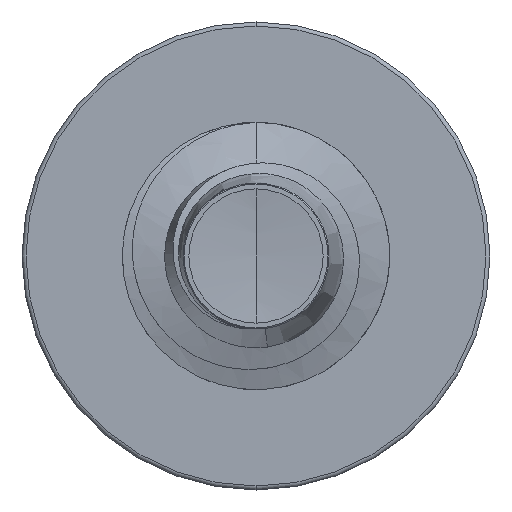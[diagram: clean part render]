
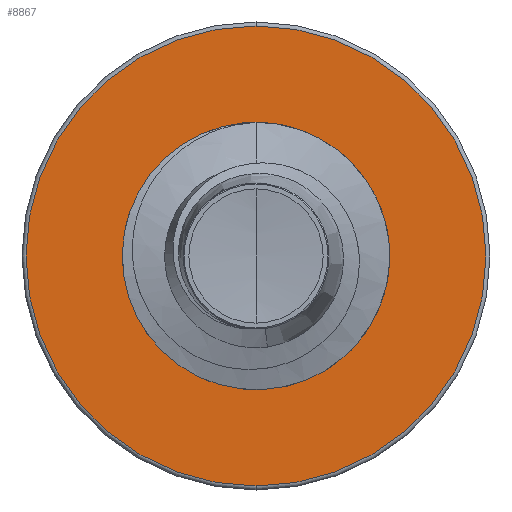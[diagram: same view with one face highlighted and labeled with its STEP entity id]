
A CAD part, front view. The second image highlights one B-rep face of the part: STEP entity #8867.
In plain terms, the highlighted planar face has unit normal (0, -1, 0).
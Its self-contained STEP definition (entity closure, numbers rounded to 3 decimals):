
#1305 = ORIENTED_EDGE ( 'NONE', *, *, #9433, .F. ) ;
#1472 = CIRCLE ( 'NONE', #5479, 3.44 ) ;
#2053 = CIRCLE ( 'NONE', #4027, 3.44 ) ;
#2363 = EDGE_LOOP ( 'NONE', ( #2952, #8063 ) ) ;
#2657 = DIRECTION ( 'NONE',  ( 0., 0., 1. ) ) ;
#2666 = DIRECTION ( 'NONE',  ( 0., 1., 0. ) ) ;
#2673 = CARTESIAN_POINT ( 'NONE',  ( 0., 4., 0. ) ) ;
#2952 = ORIENTED_EDGE ( 'NONE', *, *, #9141, .T. ) ;
#3288 = AXIS2_PLACEMENT_3D ( 'NONE', #7835, #7827, #7817 ) ;
#3373 = AXIS2_PLACEMENT_3D ( 'NONE', #8268, #8259, #8255 ) ;
#3833 = AXIS2_PLACEMENT_3D ( 'NONE', #10170, #10147, #10145 ) ;
#4027 = AXIS2_PLACEMENT_3D ( 'NONE', #10162, #10155, #10154 ) ;
#4116 = CARTESIAN_POINT ( 'NONE',  ( 0., 4., -1.989 ) ) ;
#5297 = FACE_OUTER_BOUND ( 'NONE', #9142, .T. ) ;
#5479 = AXIS2_PLACEMENT_3D ( 'NONE', #2673, #2666, #2657 ) ;
#5743 = VERTEX_POINT ( 'NONE', #4116 ) ;
#6393 = ORIENTED_EDGE ( 'NONE', *, *, #8861, .F. ) ;
#6922 = CIRCLE ( 'NONE', #3288, 1.989 ) ;
#7230 = CIRCLE ( 'NONE', #3373, 1.989 ) ;
#7817 = DIRECTION ( 'NONE',  ( 0., 0., 1. ) ) ;
#7827 = DIRECTION ( 'NONE',  ( 0., 1., 0. ) ) ;
#7835 = CARTESIAN_POINT ( 'NONE',  ( 0., 4., 0. ) ) ;
#7895 = CARTESIAN_POINT ( 'NONE',  ( 0., 4., -3.44 ) ) ;
#8063 = ORIENTED_EDGE ( 'NONE', *, *, #9104, .T. ) ;
#8215 = CARTESIAN_POINT ( 'NONE',  ( 0., 4., 1.989 ) ) ;
#8255 = DIRECTION ( 'NONE',  ( 0., 0., 1. ) ) ;
#8259 = DIRECTION ( 'NONE',  ( 0., 1., 0. ) ) ;
#8268 = CARTESIAN_POINT ( 'NONE',  ( 0., 4., 0. ) ) ;
#8588 = FACE_BOUND ( 'NONE', #2363, .T. ) ;
#8805 = CARTESIAN_POINT ( 'NONE',  ( 0., 4., 3.44 ) ) ;
#8861 = EDGE_CURVE ( 'NONE', #9723, #10063, #2053, .T. ) ;
#8867 = ADVANCED_FACE ( 'NONE', ( #5297, #8588 ), #10203, .F. ) ;
#9104 = EDGE_CURVE ( 'NONE', #5743, #9737, #7230, .T. ) ;
#9141 = EDGE_CURVE ( 'NONE', #9737, #5743, #6922, .T. ) ;
#9142 = EDGE_LOOP ( 'NONE', ( #6393, #1305 ) ) ;
#9433 = EDGE_CURVE ( 'NONE', #10063, #9723, #1472, .T. ) ;
#9723 = VERTEX_POINT ( 'NONE', #8805 ) ;
#9737 = VERTEX_POINT ( 'NONE', #8215 ) ;
#10063 = VERTEX_POINT ( 'NONE', #7895 ) ;
#10145 = DIRECTION ( 'NONE',  ( 0., 0., 1. ) ) ;
#10147 = DIRECTION ( 'NONE',  ( 0., 1., 0. ) ) ;
#10154 = DIRECTION ( 'NONE',  ( 0., 0., 1. ) ) ;
#10155 = DIRECTION ( 'NONE',  ( 0., 1., 0. ) ) ;
#10162 = CARTESIAN_POINT ( 'NONE',  ( 0., 4., 0. ) ) ;
#10170 = CARTESIAN_POINT ( 'NONE',  ( 0., 4., -1.989 ) ) ;
#10203 = PLANE ( 'NONE',  #3833 ) ;
